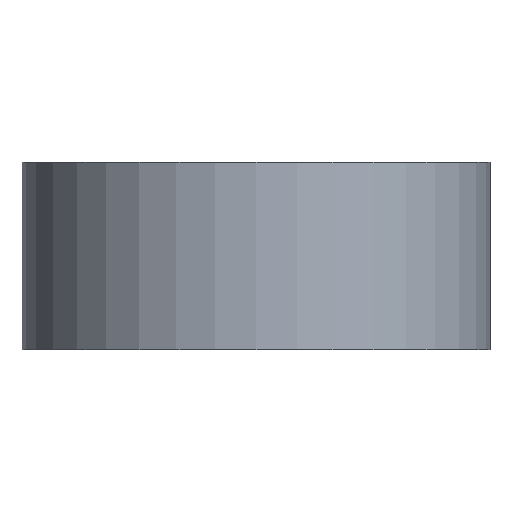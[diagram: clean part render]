
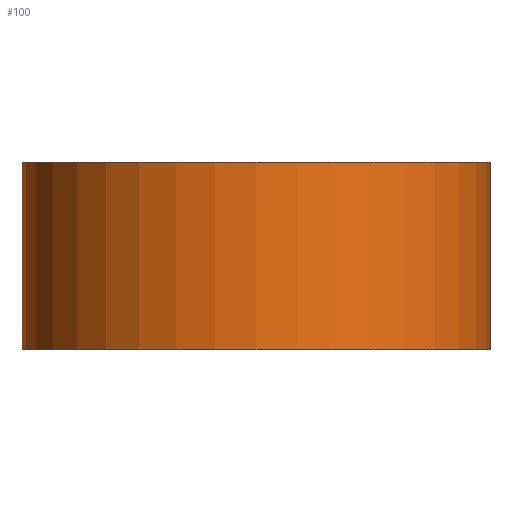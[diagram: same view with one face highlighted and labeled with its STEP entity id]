
A CAD part, front view. The second image highlights one B-rep face of the part: STEP entity #100.
In plain terms, the highlighted cylindrical face has radius 16.25 mm (diameter 32.5 mm), a partial arc.
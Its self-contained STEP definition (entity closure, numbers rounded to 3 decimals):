
#4 = CARTESIAN_POINT ( 'NONE',  ( -16.25, 0., -13. ) ) ;
#93 = ORIENTED_EDGE ( 'NONE', *, *, #156, .F. ) ;
#94 = ORIENTED_EDGE ( 'NONE', *, *, #188, .T. ) ;
#95 = ORIENTED_EDGE ( 'NONE', *, *, #192, .F. ) ;
#96 = ORIENTED_EDGE ( 'NONE', *, *, #143, .T. ) ;
#97 = EDGE_LOOP ( 'NONE', ( #95, #96, #94, #93 ) ) ;
#100 = ADVANCED_FACE ( 'NONE', ( #230 ), #343, .T. ) ;
#129 = VERTEX_POINT ( 'NONE', #373 ) ;
#143 = EDGE_CURVE ( 'NONE', #198, #196, #243, .T. ) ;
#156 = EDGE_CURVE ( 'NONE', #187, #129, #330, .T. ) ;
#187 = VERTEX_POINT ( 'NONE', #352 ) ;
#188 = EDGE_CURVE ( 'NONE', #196, #129, #218, .T. ) ;
#192 = EDGE_CURVE ( 'NONE', #198, #187, #209, .T. ) ;
#196 = VERTEX_POINT ( 'NONE', #226 ) ;
#198 = VERTEX_POINT ( 'NONE', #4 ) ;
#206 = DIRECTION ( 'NONE',  ( 0., 0., 1. ) ) ;
#207 = VECTOR ( 'NONE', #206, 1000. ) ;
#208 = CARTESIAN_POINT ( 'NONE',  ( -16.25, 0., 0. ) ) ;
#209 = LINE ( 'NONE', #208, #207 ) ;
#215 = DIRECTION ( 'NONE',  ( 0., 0., 1. ) ) ;
#216 = VECTOR ( 'NONE', #215, 1000. ) ;
#217 = CARTESIAN_POINT ( 'NONE',  ( 16.25, 0., 0. ) ) ;
#218 = LINE ( 'NONE', #217, #216 ) ;
#226 = CARTESIAN_POINT ( 'NONE',  ( 16.25, 0., -13. ) ) ;
#230 = FACE_OUTER_BOUND ( 'NONE', #97, .T. ) ;
#238 = AXIS2_PLACEMENT_3D ( 'NONE', #342, #341, #340 ) ;
#243 = CIRCLE ( 'NONE', #238, 16.25 ) ;
#277 = CARTESIAN_POINT ( 'NONE',  ( 0., 0., 0. ) ) ;
#323 = DIRECTION ( 'NONE',  ( 1., 0., 0. ) ) ;
#324 = DIRECTION ( 'NONE',  ( 0., 0., 1. ) ) ;
#325 = CARTESIAN_POINT ( 'NONE',  ( 0., 0., 0. ) ) ;
#326 = AXIS2_PLACEMENT_3D ( 'NONE', #325, #324, #323 ) ;
#330 = CIRCLE ( 'NONE', #326, 16.25 ) ;
#340 = DIRECTION ( 'NONE',  ( 1., 0., 0. ) ) ;
#341 = DIRECTION ( 'NONE',  ( 0., 0., 1. ) ) ;
#342 = CARTESIAN_POINT ( 'NONE',  ( 0., 0., -13. ) ) ;
#343 = CYLINDRICAL_SURFACE ( 'NONE', #363, 16.25 ) ;
#352 = CARTESIAN_POINT ( 'NONE',  ( -16.25, 0., 0. ) ) ;
#363 = AXIS2_PLACEMENT_3D ( 'NONE', #277, #372, #371 ) ;
#371 = DIRECTION ( 'NONE',  ( 1., 0., 0. ) ) ;
#372 = DIRECTION ( 'NONE',  ( 0., 0., 1. ) ) ;
#373 = CARTESIAN_POINT ( 'NONE',  ( 16.25, 0., 0. ) ) ;
